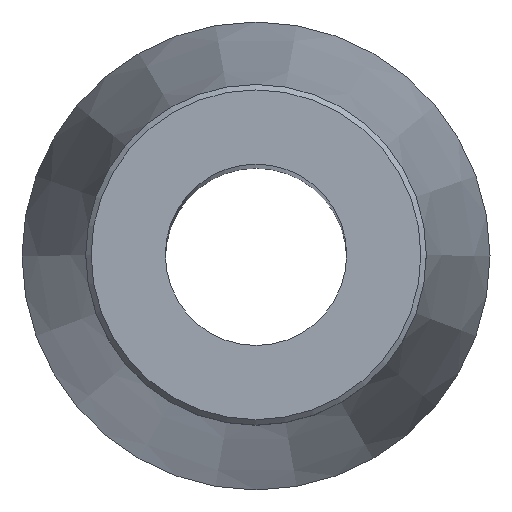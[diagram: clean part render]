
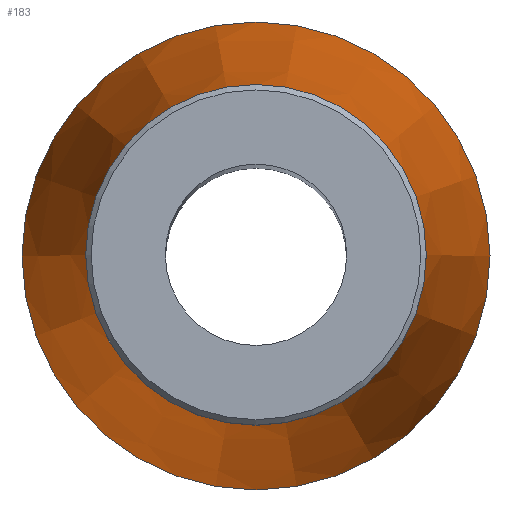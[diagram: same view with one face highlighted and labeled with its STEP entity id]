
A CAD part, top view. The second image highlights one B-rep face of the part: STEP entity #183.
In plain terms, the highlighted conical face has half-angle 7.648 degrees and reference radius 4.3 mm.
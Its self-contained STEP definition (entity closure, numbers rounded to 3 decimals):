
#25=CONICAL_SURFACE('',#223,4.3,0.133);
#37=FACE_OUTER_BOUND('',#52,.T.);
#52=EDGE_LOOP('',(#163,#164,#165,#166,#167));
#61=LINE('',#336,#70);
#70=VECTOR('',#286,4.3);
#82=CIRCLE('',#219,3.125);
#83=CIRCLE('',#220,3.125);
#84=CIRCLE('',#222,4.3);
#96=VERTEX_POINT('',#327);
#97=VERTEX_POINT('',#329);
#98=VERTEX_POINT('',#333);
#118=EDGE_CURVE('',#97,#96,#82,.T.);
#119=EDGE_CURVE('',#96,#97,#83,.T.);
#120=EDGE_CURVE('',#98,#98,#84,.T.);
#121=EDGE_CURVE('',#97,#98,#61,.T.);
#163=ORIENTED_EDGE('',*,*,#118,.T.);
#164=ORIENTED_EDGE('',*,*,#119,.T.);
#165=ORIENTED_EDGE('',*,*,#121,.T.);
#166=ORIENTED_EDGE('',*,*,#120,.T.);
#167=ORIENTED_EDGE('',*,*,#121,.F.);
#183=ADVANCED_FACE('',(#37),#25,.T.);
#219=AXIS2_PLACEMENT_3D('',#330,#276,#277);
#220=AXIS2_PLACEMENT_3D('',#331,#278,#279);
#222=AXIS2_PLACEMENT_3D('',#334,#282,#283);
#223=AXIS2_PLACEMENT_3D('',#335,#284,#285);
#276=DIRECTION('center_axis',(0.,0.,-1.));
#277=DIRECTION('ref_axis',(1.,0.,0.));
#278=DIRECTION('center_axis',(0.,0.,-1.));
#279=DIRECTION('ref_axis',(1.,0.,0.));
#282=DIRECTION('center_axis',(0.,0.,1.));
#283=DIRECTION('ref_axis',(-1.,0.,0.));
#284=DIRECTION('center_axis',(0.,0.,-1.));
#285=DIRECTION('ref_axis',(-1.,0.,0.));
#286=DIRECTION('',(0.133,0.,-0.991));
#327=CARTESIAN_POINT('',(-3.125,0.,39.));
#329=CARTESIAN_POINT('',(3.125,0.,39.));
#330=CARTESIAN_POINT('Origin',(0.,0.,39.));
#331=CARTESIAN_POINT('Origin',(0.,0.,39.));
#333=CARTESIAN_POINT('',(4.3,0.,30.25));
#334=CARTESIAN_POINT('Origin',(0.,0.,30.25));
#335=CARTESIAN_POINT('Origin',(0.,0.,30.25));
#336=CARTESIAN_POINT('',(4.3,0.,30.25));
